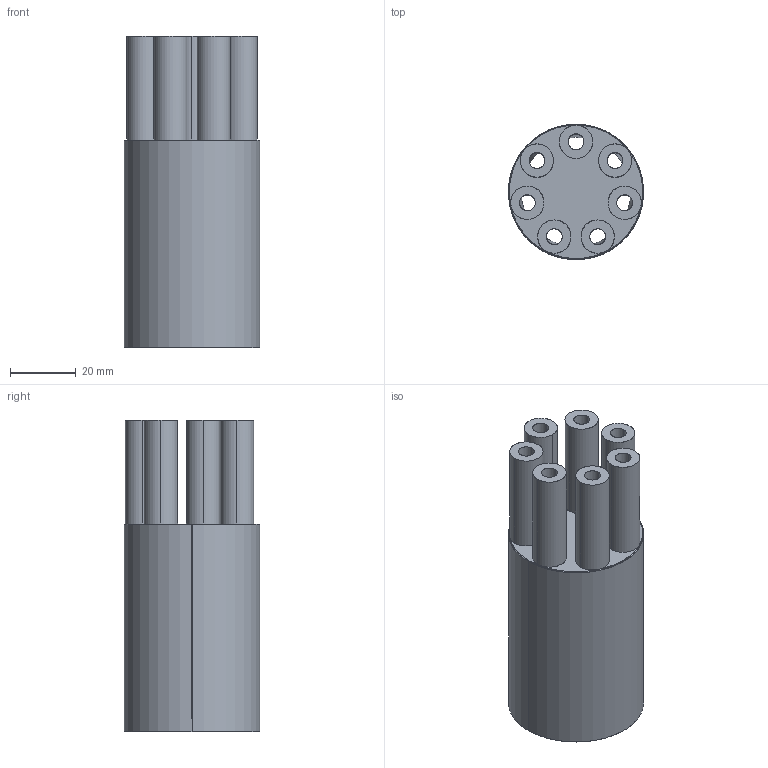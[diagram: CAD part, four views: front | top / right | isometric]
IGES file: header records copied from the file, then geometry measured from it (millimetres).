
Start section: SolidWorks IGES file using analytic representation for surfaces
Global section: file name: NUBB7-1.IGS; native system: SolidWorks 2020; preprocessor: SolidWorks 2020; author: office; date: 210610.072301; units: inch
Bounding box: 41.27 x 41.27 x 95.25 mm (x, y, z)
Surface area: 28021.1 mm2 (no closed solid volume)
Topology: 0 solids, 0 shells, 54 faces, 1331 edges, 1331 vertices
Faces by surface type: revolution 35, bspline 19
